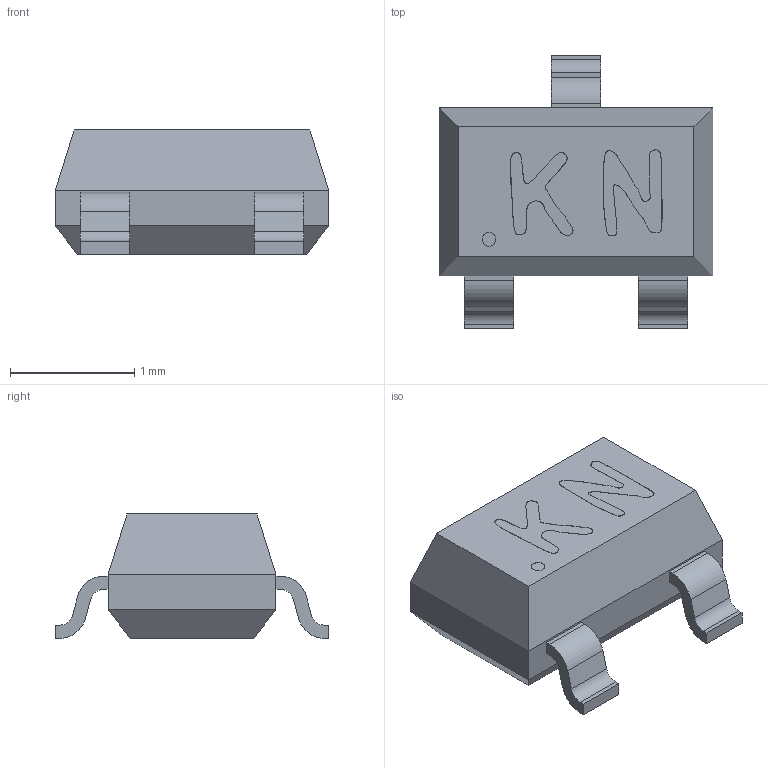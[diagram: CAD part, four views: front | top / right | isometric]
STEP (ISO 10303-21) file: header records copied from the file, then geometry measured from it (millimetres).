
FILE_DESCRIPTION (( 'STEP AP214' ), '1' );
FILE_NAME ('SOT-323_DIO_KN.STEP', '2021-02-27T05:40:16', ( '' ), ( '' ), 'SwSTEP 2.0', 'SolidWorks 2020', '' );
FILE_SCHEMA (( 'AUTOMOTIVE_DESIGN' ));
Length unit declared in the file: millimetre
Products named in the file (1): SOT-323_DIO_KN
Bounding box: 2.2 x 2.2 x 1 mm (x, y, z)
Volume: 2.7 mm3; surface area: 13.3 mm2
Topology: 5 solids, 5 shells, 110 faces, 286 edges, 188 vertices
Faces by surface type: plane 48, bspline 48, cylinder 14
Entity records: 3751 total; most frequent: CARTESIAN_POINT 1347, ORIENTED_EDGE 572, DIRECTION 298, EDGE_CURVE 286, VERTEX_POINT 188, B_SPLINE_CURVE_WITH_KNOTS 142, LINE 116, VECTOR 116
